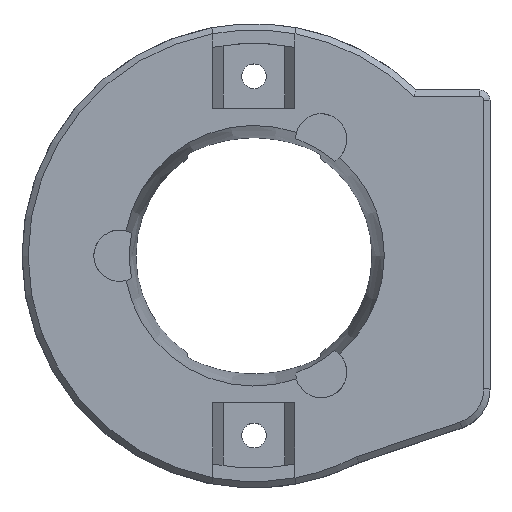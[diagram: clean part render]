
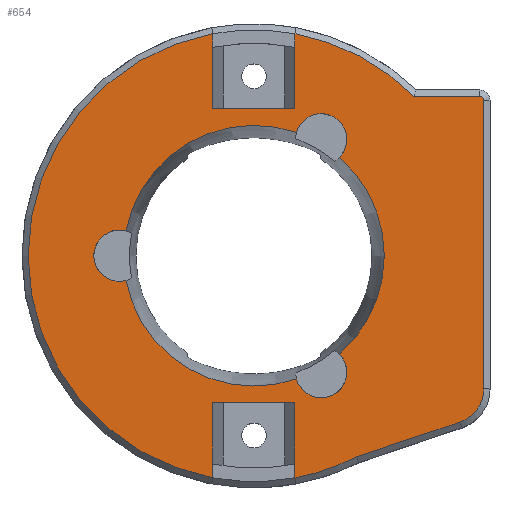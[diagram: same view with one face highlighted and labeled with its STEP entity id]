
A CAD part, top view. The second image highlights one B-rep face of the part: STEP entity #654.
In plain terms, the highlighted planar face has unit normal (0, 0, 1).
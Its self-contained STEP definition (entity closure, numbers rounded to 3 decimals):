
#42 = VERTEX_POINT('',#43);
#43 = CARTESIAN_POINT('',(12.7,0.,13.));
#48 = EDGE_CURVE('',#42,#49,#51,.T.);
#49 = VERTEX_POINT('',#50);
#50 = CARTESIAN_POINT('',(8.328,9.588,13.));
#51 = CIRCLE('',#52,12.7);
#52 = AXIS2_PLACEMENT_3D('',#53,#54,#55);
#53 = CARTESIAN_POINT('',(0.,0.,13.));
#54 = DIRECTION('',(0.,0.,1.));
#55 = DIRECTION('',(1.,0.,0.));
#79 = VERTEX_POINT('',#80);
#80 = CARTESIAN_POINT('',(4.139,12.007,13.));
#90 = EDGE_CURVE('',#79,#91,#93,.T.);
#91 = VERTEX_POINT('',#92);
#92 = CARTESIAN_POINT('',(-12.468,2.419,13.));
#93 = CIRCLE('',#94,12.7);
#94 = AXIS2_PLACEMENT_3D('',#95,#96,#97);
#95 = CARTESIAN_POINT('',(0.,0.,13.));
#96 = DIRECTION('',(0.,0.,1.));
#97 = DIRECTION('',(1.,0.,0.));
#121 = VERTEX_POINT('',#122);
#122 = CARTESIAN_POINT('',(-12.468,-2.419,13.));
#132 = EDGE_CURVE('',#121,#133,#135,.T.);
#133 = VERTEX_POINT('',#134);
#134 = CARTESIAN_POINT('',(4.139,-12.007,13.));
#135 = CIRCLE('',#136,12.7);
#136 = AXIS2_PLACEMENT_3D('',#137,#138,#139);
#137 = CARTESIAN_POINT('',(0.,0.,13.));
#138 = DIRECTION('',(0.,0.,1.));
#139 = DIRECTION('',(1.,0.,0.));
#163 = VERTEX_POINT('',#164);
#164 = CARTESIAN_POINT('',(8.328,-9.588,13.));
#174 = EDGE_CURVE('',#163,#42,#175,.T.);
#175 = CIRCLE('',#176,12.7);
#176 = AXIS2_PLACEMENT_3D('',#177,#178,#179);
#177 = CARTESIAN_POINT('',(0.,0.,13.));
#178 = DIRECTION('',(0.,0.,1.));
#179 = DIRECTION('',(1.,0.,0.));
#654 = ADVANCED_FACE('',(#655,#806),#833,.T.);
#655 = FACE_BOUND('',#656,.T.);
#656 = EDGE_LOOP('',(#657,#667,#675,#683,#691,#699,#708,#716,#724,#732,
    #740,#748,#757,#765,#774,#782,#791,#799));
#657 = ORIENTED_EDGE('',*,*,#658,.T.);
#658 = EDGE_CURVE('',#659,#661,#663,.T.);
#659 = VERTEX_POINT('',#660);
#660 = CARTESIAN_POINT('',(4.,21.633,13.));
#661 = VERTEX_POINT('',#662);
#662 = CARTESIAN_POINT('',(4.,20.31,13.));
#663 = LINE('',#664,#665);
#664 = CARTESIAN_POINT('',(4.,23.,13.));
#665 = VECTOR('',#666,1.);
#666 = DIRECTION('',(0.,-1.,0.));
#667 = ORIENTED_EDGE('',*,*,#668,.T.);
#668 = EDGE_CURVE('',#661,#669,#671,.T.);
#669 = VERTEX_POINT('',#670);
#670 = CARTESIAN_POINT('',(4.,14.3,13.));
#671 = LINE('',#672,#673);
#672 = CARTESIAN_POINT('',(4.,23.,13.));
#673 = VECTOR('',#674,1.);
#674 = DIRECTION('',(0.,-1.,0.));
#675 = ORIENTED_EDGE('',*,*,#676,.T.);
#676 = EDGE_CURVE('',#669,#677,#679,.T.);
#677 = VERTEX_POINT('',#678);
#678 = CARTESIAN_POINT('',(-4.,14.3,13.));
#679 = LINE('',#680,#681);
#680 = CARTESIAN_POINT('',(4.,14.3,13.));
#681 = VECTOR('',#682,1.);
#682 = DIRECTION('',(-1.,0.,0.));
#683 = ORIENTED_EDGE('',*,*,#684,.F.);
#684 = EDGE_CURVE('',#685,#677,#687,.T.);
#685 = VERTEX_POINT('',#686);
#686 = CARTESIAN_POINT('',(-4.,20.31,13.));
#687 = LINE('',#688,#689);
#688 = CARTESIAN_POINT('',(-4.,23.,13.));
#689 = VECTOR('',#690,1.);
#690 = DIRECTION('',(0.,-1.,0.));
#691 = ORIENTED_EDGE('',*,*,#692,.F.);
#692 = EDGE_CURVE('',#693,#685,#695,.T.);
#693 = VERTEX_POINT('',#694);
#694 = CARTESIAN_POINT('',(-4.,21.633,13.));
#695 = LINE('',#696,#697);
#696 = CARTESIAN_POINT('',(-4.,23.,13.));
#697 = VECTOR('',#698,1.);
#698 = DIRECTION('',(0.,-1.,0.));
#699 = ORIENTED_EDGE('',*,*,#700,.T.);
#700 = EDGE_CURVE('',#693,#701,#703,.T.);
#701 = VERTEX_POINT('',#702);
#702 = CARTESIAN_POINT('',(-4.,-21.633,13.));
#703 = CIRCLE('',#704,22.);
#704 = AXIS2_PLACEMENT_3D('',#705,#706,#707);
#705 = CARTESIAN_POINT('',(0.,0.,13.));
#706 = DIRECTION('',(0.,0.,1.));
#707 = DIRECTION('',(-0.177,0.984,0.));
#708 = ORIENTED_EDGE('',*,*,#709,.T.);
#709 = EDGE_CURVE('',#701,#710,#712,.T.);
#710 = VERTEX_POINT('',#711);
#711 = CARTESIAN_POINT('',(-4.,-20.31,13.));
#712 = LINE('',#713,#714);
#713 = CARTESIAN_POINT('',(-4.,-23.,13.));
#714 = VECTOR('',#715,1.);
#715 = DIRECTION('',(0.,1.,0.));
#716 = ORIENTED_EDGE('',*,*,#717,.T.);
#717 = EDGE_CURVE('',#710,#718,#720,.T.);
#718 = VERTEX_POINT('',#719);
#719 = CARTESIAN_POINT('',(-4.,-14.3,13.));
#720 = LINE('',#721,#722);
#721 = CARTESIAN_POINT('',(-4.,-23.,13.));
#722 = VECTOR('',#723,1.);
#723 = DIRECTION('',(0.,1.,0.));
#724 = ORIENTED_EDGE('',*,*,#725,.T.);
#725 = EDGE_CURVE('',#718,#726,#728,.T.);
#726 = VERTEX_POINT('',#727);
#727 = CARTESIAN_POINT('',(4.,-14.3,13.));
#728 = LINE('',#729,#730);
#729 = CARTESIAN_POINT('',(-4.,-14.3,13.));
#730 = VECTOR('',#731,1.);
#731 = DIRECTION('',(1.,0.,0.));
#732 = ORIENTED_EDGE('',*,*,#733,.F.);
#733 = EDGE_CURVE('',#734,#726,#736,.T.);
#734 = VERTEX_POINT('',#735);
#735 = CARTESIAN_POINT('',(4.,-20.31,13.));
#736 = LINE('',#737,#738);
#737 = CARTESIAN_POINT('',(4.,-23.,13.));
#738 = VECTOR('',#739,1.);
#739 = DIRECTION('',(0.,1.,0.));
#740 = ORIENTED_EDGE('',*,*,#741,.F.);
#741 = EDGE_CURVE('',#742,#734,#744,.T.);
#742 = VERTEX_POINT('',#743);
#743 = CARTESIAN_POINT('',(4.,-21.633,13.));
#744 = LINE('',#745,#746);
#745 = CARTESIAN_POINT('',(4.,-23.,13.));
#746 = VECTOR('',#747,1.);
#747 = DIRECTION('',(0.,1.,0.));
#748 = ORIENTED_EDGE('',*,*,#749,.T.);
#749 = EDGE_CURVE('',#742,#750,#752,.T.);
#750 = VERTEX_POINT('',#751);
#751 = CARTESIAN_POINT('',(10.008,-19.592,13.));
#752 = CIRCLE('',#753,22.);
#753 = AXIS2_PLACEMENT_3D('',#754,#755,#756);
#754 = CARTESIAN_POINT('',(0.,0.,13.));
#755 = DIRECTION('',(-0.,0.,1.));
#756 = DIRECTION('',(0.177,-0.984,0.));
#757 = ORIENTED_EDGE('',*,*,#758,.T.);
#758 = EDGE_CURVE('',#750,#759,#761,.T.);
#759 = VERTEX_POINT('',#760);
#760 = CARTESIAN_POINT('',(20.085,-16.198,13.));
#761 = LINE('',#762,#763);
#762 = CARTESIAN_POINT('',(10.05,-19.578,13.));
#763 = VECTOR('',#764,1.);
#764 = DIRECTION('',(0.948,0.319,0.));
#765 = ORIENTED_EDGE('',*,*,#766,.T.);
#766 = EDGE_CURVE('',#759,#767,#769,.T.);
#767 = VERTEX_POINT('',#768);
#768 = CARTESIAN_POINT('',(22.4,-12.976,13.));
#769 = CIRCLE('',#770,3.4);
#770 = AXIS2_PLACEMENT_3D('',#771,#772,#773);
#771 = CARTESIAN_POINT('',(19.,-12.976,13.));
#772 = DIRECTION('',(-0.,0.,1.));
#773 = DIRECTION('',(0.319,-0.948,0.));
#774 = ORIENTED_EDGE('',*,*,#775,.T.);
#775 = EDGE_CURVE('',#767,#776,#778,.T.);
#776 = VERTEX_POINT('',#777);
#777 = CARTESIAN_POINT('',(22.4,15.15,13.));
#778 = LINE('',#779,#780);
#779 = CARTESIAN_POINT('',(22.4,-12.976,13.));
#780 = VECTOR('',#781,1.);
#781 = DIRECTION('',(0.,1.,0.));
#782 = ORIENTED_EDGE('',*,*,#783,.T.);
#783 = EDGE_CURVE('',#776,#784,#786,.T.);
#784 = VERTEX_POINT('',#785);
#785 = CARTESIAN_POINT('',(22.,15.55,13.));
#786 = CIRCLE('',#787,0.4);
#787 = AXIS2_PLACEMENT_3D('',#788,#789,#790);
#788 = CARTESIAN_POINT('',(22.,15.15,13.));
#789 = DIRECTION('',(0.,0.,1.));
#790 = DIRECTION('',(1.,0.,0.));
#791 = ORIENTED_EDGE('',*,*,#792,.T.);
#792 = EDGE_CURVE('',#784,#793,#795,.T.);
#793 = VERTEX_POINT('',#794);
#794 = CARTESIAN_POINT('',(15.563,15.55,13.));
#795 = LINE('',#796,#797);
#796 = CARTESIAN_POINT('',(22.,15.55,13.));
#797 = VECTOR('',#798,1.);
#798 = DIRECTION('',(-1.,0.,0.));
#799 = ORIENTED_EDGE('',*,*,#800,.T.);
#800 = EDGE_CURVE('',#793,#659,#801,.T.);
#801 = CIRCLE('',#802,22.);
#802 = AXIS2_PLACEMENT_3D('',#803,#804,#805);
#803 = CARTESIAN_POINT('',(0.,0.,13.));
#804 = DIRECTION('',(0.,-0.,1.));
#805 = DIRECTION('',(0.7,0.715,0.));
#806 = FACE_BOUND('',#807,.T.);
#807 = EDGE_LOOP('',(#808,#815,#816,#823,#824,#825,#832));
#808 = ORIENTED_EDGE('',*,*,#809,.F.);
#809 = EDGE_CURVE('',#91,#121,#810,.T.);
#810 = CIRCLE('',#811,2.5);
#811 = AXIS2_PLACEMENT_3D('',#812,#813,#814);
#812 = CARTESIAN_POINT('',(-13.1,0.,13.));
#813 = DIRECTION('',(0.,0.,1.));
#814 = DIRECTION('',(1.,0.,0.));
#815 = ORIENTED_EDGE('',*,*,#90,.F.);
#816 = ORIENTED_EDGE('',*,*,#817,.F.);
#817 = EDGE_CURVE('',#49,#79,#818,.T.);
#818 = CIRCLE('',#819,2.5);
#819 = AXIS2_PLACEMENT_3D('',#820,#821,#822);
#820 = CARTESIAN_POINT('',(6.55,11.345,13.));
#821 = DIRECTION('',(0.,0.,1.));
#822 = DIRECTION('',(-0.5,-0.866,0.));
#823 = ORIENTED_EDGE('',*,*,#48,.F.);
#824 = ORIENTED_EDGE('',*,*,#174,.F.);
#825 = ORIENTED_EDGE('',*,*,#826,.F.);
#826 = EDGE_CURVE('',#133,#163,#827,.T.);
#827 = CIRCLE('',#828,2.5);
#828 = AXIS2_PLACEMENT_3D('',#829,#830,#831);
#829 = CARTESIAN_POINT('',(6.55,-11.345,13.));
#830 = DIRECTION('',(0.,0.,1.));
#831 = DIRECTION('',(-0.5,0.866,0.));
#832 = ORIENTED_EDGE('',*,*,#132,.F.);
#833 = PLANE('',#834);
#834 = AXIS2_PLACEMENT_3D('',#835,#836,#837);
#835 = CARTESIAN_POINT('',(1.972,0.052,13.));
#836 = DIRECTION('',(0.,0.,1.));
#837 = DIRECTION('',(1.,0.,0.));
